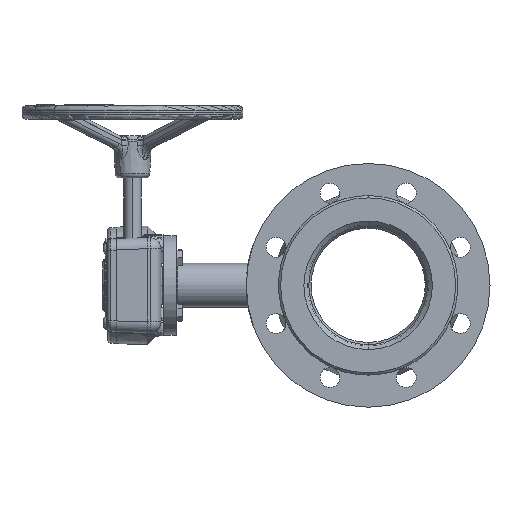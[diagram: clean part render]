
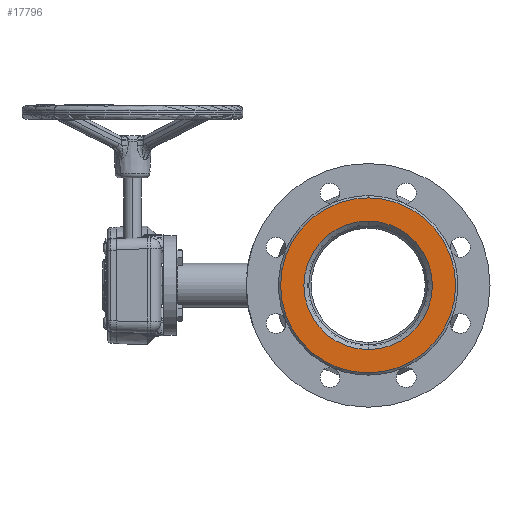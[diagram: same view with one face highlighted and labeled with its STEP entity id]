
A CAD part, left-side view. The second image highlights one B-rep face of the part: STEP entity #17796.
In plain terms, the highlighted planar face has unit normal (-1, 0, 0).
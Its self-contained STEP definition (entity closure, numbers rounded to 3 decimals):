
#834 = CARTESIAN_POINT ( 'NONE',  ( -175., 71.142, 0. ) ) ;
#1125 = DIRECTION ( 'NONE',  ( 0., 0., 1. ) ) ;
#1145 = VERTEX_POINT ( 'NONE', #60955 ) ;
#3580 = AXIS2_PLACEMENT_3D ( 'NONE', #38483, #7934, #32358 ) ;
#5948 = EDGE_CURVE ( 'NONE', #1145, #37291, #54874, .T. ) ;
#6956 = CIRCLE ( 'NONE', #61364, 79. ) ;
#7320 = VERTEX_POINT ( 'NONE', #21749 ) ;
#7669 = AXIS2_PLACEMENT_3D ( 'NONE', #15220, #39678, #1125 ) ;
#7934 = DIRECTION ( 'NONE',  ( 1., 0., 0. ) ) ;
#8930 = ORIENTED_EDGE ( 'NONE', *, *, #38732, .F. ) ;
#11636 = CIRCLE ( 'NONE', #47565, 58. ) ;
#13046 = PLANE ( 'NONE',  #3580 ) ;
#14150 = CIRCLE ( 'NONE', #58307, 58. ) ;
#14284 = DIRECTION ( 'NONE',  ( 0., 0., 1. ) ) ;
#15220 = CARTESIAN_POINT ( 'NONE',  ( -175., 71.142, 0. ) ) ;
#17796 = ADVANCED_FACE ( 'NONE', ( #28819, #37167 ), #13046, .F. ) ;
#18448 = DIRECTION ( 'NONE',  ( -1., 0., 0. ) ) ;
#20379 = DIRECTION ( 'NONE',  ( -1., 0., 0. ) ) ;
#21749 = CARTESIAN_POINT ( 'NONE',  ( -175., 71.142, -58. ) ) ;
#23066 = EDGE_LOOP ( 'NONE', ( #8930, #38366 ) ) ;
#24872 = DIRECTION ( 'NONE',  ( 0., 0., 1. ) ) ;
#28176 = ORIENTED_EDGE ( 'NONE', *, *, #5948, .T. ) ;
#28819 = FACE_BOUND ( 'NONE', #23066, .T. ) ;
#32358 = DIRECTION ( 'NONE',  ( 0., 0., -1. ) ) ;
#37167 = FACE_OUTER_BOUND ( 'NONE', #52147, .T. ) ;
#37291 = VERTEX_POINT ( 'NONE', #61024 ) ;
#38366 = ORIENTED_EDGE ( 'NONE', *, *, #42805, .F. ) ;
#38483 = CARTESIAN_POINT ( 'NONE',  ( -175., 129.142, 0. ) ) ;
#38732 = EDGE_CURVE ( 'NONE', #57604, #7320, #11636, .T. ) ;
#39678 = DIRECTION ( 'NONE',  ( -1., 0., 0. ) ) ;
#42076 = EDGE_CURVE ( 'NONE', #37291, #1145, #6956, .T. ) ;
#42133 = CARTESIAN_POINT ( 'NONE',  ( -175., 71.142, 0. ) ) ;
#42805 = EDGE_CURVE ( 'NONE', #7320, #57604, #14150, .T. ) ;
#46954 = DIRECTION ( 'NONE',  ( -1., 0., 0. ) ) ;
#47565 = AXIS2_PLACEMENT_3D ( 'NONE', #834, #20379, #24872 ) ;
#49494 = CARTESIAN_POINT ( 'NONE',  ( -175., 71.142, 58. ) ) ;
#52147 = EDGE_LOOP ( 'NONE', ( #62126, #28176 ) ) ;
#54874 = CIRCLE ( 'NONE', #7669, 79. ) ;
#57197 = DIRECTION ( 'NONE',  ( 0., 0., 1. ) ) ;
#57604 = VERTEX_POINT ( 'NONE', #49494 ) ;
#58307 = AXIS2_PLACEMENT_3D ( 'NONE', #42133, #46954, #57197 ) ;
#60955 = CARTESIAN_POINT ( 'NONE',  ( -175., 71.142, 79. ) ) ;
#61024 = CARTESIAN_POINT ( 'NONE',  ( -175., 71.142, -79. ) ) ;
#61364 = AXIS2_PLACEMENT_3D ( 'NONE', #62185, #18448, #14284 ) ;
#62126 = ORIENTED_EDGE ( 'NONE', *, *, #42076, .T. ) ;
#62185 = CARTESIAN_POINT ( 'NONE',  ( -175., 71.142, 0. ) ) ;
